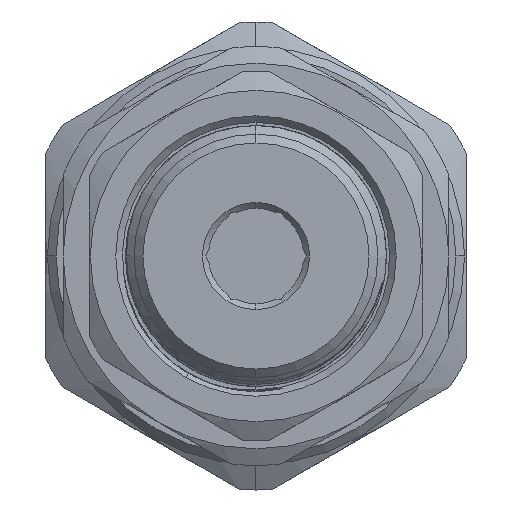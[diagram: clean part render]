
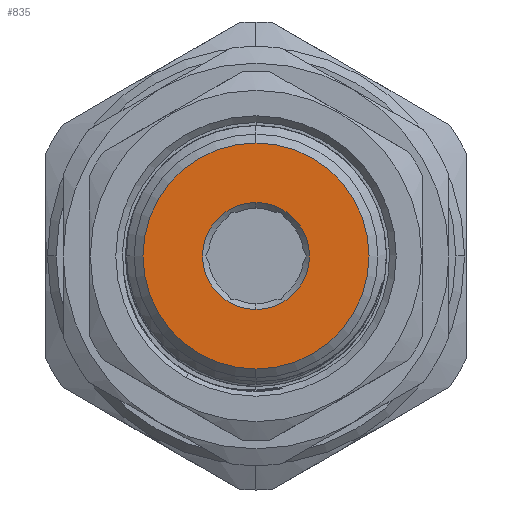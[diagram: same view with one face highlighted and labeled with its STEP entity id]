
A CAD part, left-side view. The second image highlights one B-rep face of the part: STEP entity #835.
In plain terms, the highlighted planar face has unit normal (-1, 0, 0).
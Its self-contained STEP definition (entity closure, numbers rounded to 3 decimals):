
#269 = DIRECTION ( 'NONE',  ( 1., 0., 0. ) ) ;
#538 = VERTEX_POINT ( 'NONE', #7676 ) ;
#729 = DIRECTION ( 'NONE',  ( 1., 0., 0. ) ) ;
#828 = CARTESIAN_POINT ( 'NONE',  ( -78.35, 0., 0. ) ) ;
#835 = ADVANCED_FACE ( 'NONE', ( #1749, #12387 ), #7840, .F. ) ;
#918 = CARTESIAN_POINT ( 'NONE',  ( -78.35, 0., -6.45 ) ) ;
#962 = EDGE_CURVE ( 'NONE', #1169, #967, #6125, .T. ) ;
#967 = VERTEX_POINT ( 'NONE', #8083 ) ;
#1016 = CIRCLE ( 'NONE', #12440, 6.45 ) ;
#1169 = VERTEX_POINT ( 'NONE', #7646 ) ;
#1749 = FACE_BOUND ( 'NONE', #6363, .T. ) ;
#2002 = DIRECTION ( 'NONE',  ( 0., 0., -1. ) ) ;
#2452 = ORIENTED_EDGE ( 'NONE', *, *, #2460, .T. ) ;
#2460 = EDGE_CURVE ( 'NONE', #967, #1169, #5664, .T. ) ;
#2468 = VERTEX_POINT ( 'NONE', #918 ) ;
#2609 = AXIS2_PLACEMENT_3D ( 'NONE', #5829, #9830, #2002 ) ;
#2921 = CIRCLE ( 'NONE', #4761, 6.45 ) ;
#3811 = EDGE_CURVE ( 'NONE', #538, #2468, #2921, .T. ) ;
#4167 = DIRECTION ( 'NONE',  ( 0., 0., -1. ) ) ;
#4189 = CARTESIAN_POINT ( 'NONE',  ( -78.35, 0., 0. ) ) ;
#4205 = CARTESIAN_POINT ( 'NONE',  ( -78.35, 0., 0. ) ) ;
#4664 = ORIENTED_EDGE ( 'NONE', *, *, #962, .T. ) ;
#4761 = AXIS2_PLACEMENT_3D ( 'NONE', #8270, #8227, #12081 ) ;
#5087 = DIRECTION ( 'NONE',  ( 0., 0., -1. ) ) ;
#5664 = CIRCLE ( 'NONE', #10950, 3.05 ) ;
#5829 = CARTESIAN_POINT ( 'NONE',  ( -78.35, 0., 6.45 ) ) ;
#6125 = CIRCLE ( 'NONE', #9338, 3.05 ) ;
#6363 = EDGE_LOOP ( 'NONE', ( #4664, #2452 ) ) ;
#7018 = EDGE_CURVE ( 'NONE', #2468, #538, #1016, .T. ) ;
#7423 = ORIENTED_EDGE ( 'NONE', *, *, #3811, .F. ) ;
#7646 = CARTESIAN_POINT ( 'NONE',  ( -78.35, 0., 3.05 ) ) ;
#7676 = CARTESIAN_POINT ( 'NONE',  ( -78.35, 0., 6.45 ) ) ;
#7840 = PLANE ( 'NONE',  #2609 ) ;
#8083 = CARTESIAN_POINT ( 'NONE',  ( -78.35, 0., -3.05 ) ) ;
#8227 = DIRECTION ( 'NONE',  ( 1., 0., 0. ) ) ;
#8270 = CARTESIAN_POINT ( 'NONE',  ( -78.35, 0., 0. ) ) ;
#8908 = DIRECTION ( 'NONE',  ( 1., 0., 0. ) ) ;
#9338 = AXIS2_PLACEMENT_3D ( 'NONE', #4205, #8908, #4167 ) ;
#9830 = DIRECTION ( 'NONE',  ( 1., 0., 0. ) ) ;
#9837 = EDGE_LOOP ( 'NONE', ( #12250, #7423 ) ) ;
#10950 = AXIS2_PLACEMENT_3D ( 'NONE', #828, #729, #11612 ) ;
#11612 = DIRECTION ( 'NONE',  ( 0., 0., -1. ) ) ;
#12081 = DIRECTION ( 'NONE',  ( 0., 0., -1. ) ) ;
#12250 = ORIENTED_EDGE ( 'NONE', *, *, #7018, .F. ) ;
#12387 = FACE_OUTER_BOUND ( 'NONE', #9837, .T. ) ;
#12440 = AXIS2_PLACEMENT_3D ( 'NONE', #4189, #269, #5087 ) ;
